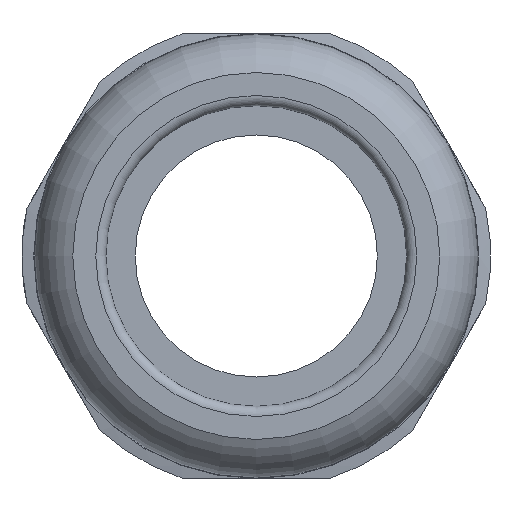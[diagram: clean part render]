
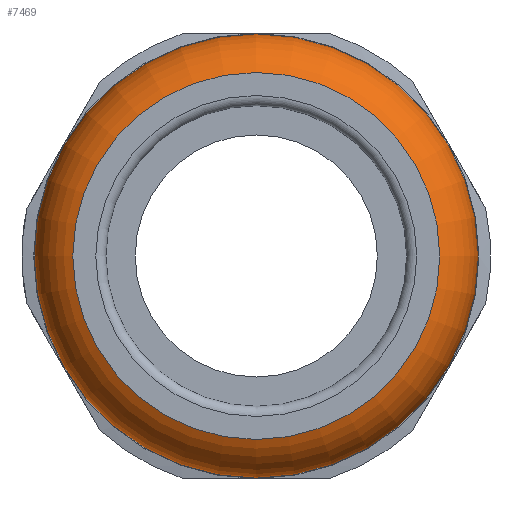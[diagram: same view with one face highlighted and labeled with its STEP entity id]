
A CAD part, left-side view. The second image highlights one B-rep face of the part: STEP entity #7469.
In plain terms, the highlighted toroidal (fillet/blend) face has major radius 20.41 mm and minor radius 8 mm.
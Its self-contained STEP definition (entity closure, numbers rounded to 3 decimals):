
#74=TOROIDAL_SURFACE('',#8304,20.41,8.);
#1733=FACE_BOUND('',#2627,.T.);
#2156=FACE_OUTER_BOUND('',#2626,.T.);
#2626=EDGE_LOOP('',(#6872));
#2627=EDGE_LOOP('',(#6873));
#3023=CIRCLE('',#8259,23.498);
#3046=CIRCLE('',#8305,28.4);
#3735=VERTEX_POINT('',#13264);
#3772=VERTEX_POINT('',#13431);
#4781=EDGE_CURVE('',#3735,#3735,#3023,.T.);
#4840=EDGE_CURVE('',#3772,#3772,#3046,.T.);
#6872=ORIENTED_EDGE('',*,*,#4840,.F.);
#6873=ORIENTED_EDGE('',*,*,#4781,.T.);
#7469=ADVANCED_FACE('',(#2156,#1733),#74,.T.);
#8259=AXIS2_PLACEMENT_3D('',#13265,#10392,#10393);
#8304=AXIS2_PLACEMENT_3D('',#13430,#10494,#10495);
#8305=AXIS2_PLACEMENT_3D('',#13432,#10496,#10497);
#10392=DIRECTION('center_axis',(1.,0.,0.));
#10393=DIRECTION('ref_axis',(0.,0.,-1.));
#10494=DIRECTION('center_axis',(1.,0.,0.));
#10495=DIRECTION('ref_axis',(0.,0.,-1.));
#10496=DIRECTION('center_axis',(1.,0.,0.));
#10497=DIRECTION('ref_axis',(0.,0.,-1.));
#13264=CARTESIAN_POINT('',(0.,23.498,0.));
#13265=CARTESIAN_POINT('Origin',(0.,0.,0.));
#13430=CARTESIAN_POINT('Origin',(7.38,0.,0.));
#13431=CARTESIAN_POINT('',(7.78,28.4,0.));
#13432=CARTESIAN_POINT('Origin',(7.78,0.,0.));
